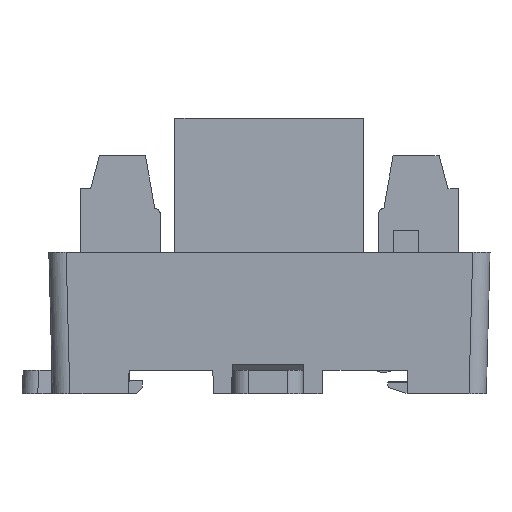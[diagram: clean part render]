
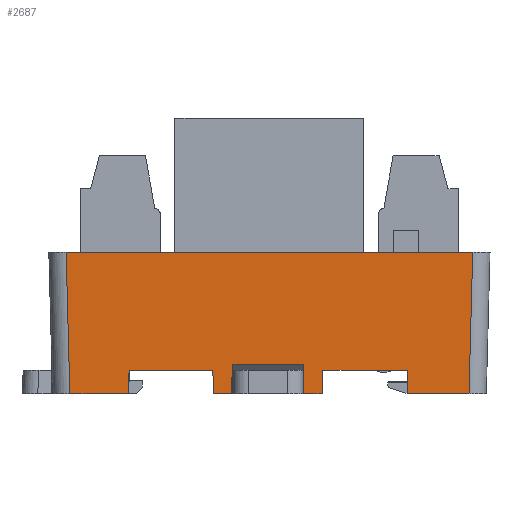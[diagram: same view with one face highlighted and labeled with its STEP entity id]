
A CAD part, left-side view. The second image highlights one B-rep face of the part: STEP entity #2687.
In plain terms, the highlighted planar face has unit normal (-1, 0, -0.026).
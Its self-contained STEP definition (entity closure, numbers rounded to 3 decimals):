
#1760=FACE_OUTER_BOUND('',#4995,.T.);
#2687=ADVANCED_FACE('',(#1760),#3691,.T.);
#3691=PLANE('',#20138);
#4995=EDGE_LOOP('',(#7286,#7287,#7288,#7289,#7290,#7291,#7292,#7293,#7294,
#7295,#7296,#7297,#7298,#7299,#7300,#7301));
#7286=ORIENTED_EDGE('',*,*,#13854,.F.);
#7287=ORIENTED_EDGE('',*,*,#13813,.T.);
#7288=ORIENTED_EDGE('',*,*,#13858,.T.);
#7289=ORIENTED_EDGE('',*,*,#13462,.T.);
#7290=ORIENTED_EDGE('',*,*,#13868,.T.);
#7291=ORIENTED_EDGE('',*,*,#13657,.T.);
#7292=ORIENTED_EDGE('',*,*,#13871,.T.);
#7293=ORIENTED_EDGE('',*,*,#13637,.F.);
#7294=ORIENTED_EDGE('',*,*,#13876,.T.);
#7295=ORIENTED_EDGE('',*,*,#13653,.T.);
#7296=ORIENTED_EDGE('',*,*,#13674,.F.);
#7297=ORIENTED_EDGE('',*,*,#13476,.T.);
#7298=ORIENTED_EDGE('',*,*,#13845,.F.);
#7299=ORIENTED_EDGE('',*,*,#13809,.T.);
#7300=ORIENTED_EDGE('',*,*,#13849,.F.);
#7301=ORIENTED_EDGE('',*,*,#13852,.T.);
#11704=VERTEX_POINT('',#26574);
#11705=VERTEX_POINT('',#26576);
#11718=VERTEX_POINT('',#26602);
#11719=VERTEX_POINT('',#26604);
#11835=VERTEX_POINT('',#26923);
#11836=VERTEX_POINT('',#26925);
#11844=VERTEX_POINT('',#26950);
#11845=VERTEX_POINT('',#26952);
#11848=VERTEX_POINT('',#26959);
#11849=VERTEX_POINT('',#26961);
#11940=VERTEX_POINT('',#27265);
#11942=VERTEX_POINT('',#27270);
#11945=VERTEX_POINT('',#27278);
#11946=VERTEX_POINT('',#27280);
#11965=VERTEX_POINT('',#27349);
#11966=VERTEX_POINT('',#27354);
#13462=EDGE_CURVE('',#11705,#11704,#16041,.T.);
#13476=EDGE_CURVE('',#11719,#11718,#16053,.T.);
#13637=EDGE_CURVE('',#11835,#11836,#16206,.T.);
#13653=EDGE_CURVE('',#11845,#11844,#16219,.T.);
#13657=EDGE_CURVE('',#11849,#11848,#16221,.T.);
#13674=EDGE_CURVE('',#11719,#11844,#16237,.T.);
#13809=EDGE_CURVE('',#11940,#11942,#16367,.T.);
#13813=EDGE_CURVE('',#11946,#11945,#16370,.T.);
#13845=EDGE_CURVE('',#11940,#11718,#16402,.T.);
#13849=EDGE_CURVE('',#11965,#11942,#16406,.T.);
#13852=EDGE_CURVE('',#11965,#11966,#16409,.T.);
#13854=EDGE_CURVE('',#11946,#11966,#16411,.T.);
#13858=EDGE_CURVE('',#11945,#11705,#16415,.T.);
#13868=EDGE_CURVE('',#11704,#11849,#16423,.T.);
#13871=EDGE_CURVE('',#11848,#11836,#16426,.T.);
#13876=EDGE_CURVE('',#11835,#11845,#16431,.T.);
#16041=LINE('',#26575,#18087);
#16053=LINE('',#26603,#18099);
#16206=LINE('',#26924,#18252);
#16219=LINE('',#26951,#18265);
#16221=LINE('',#26960,#18267);
#16237=LINE('',#26993,#18283);
#16367=LINE('',#27271,#18413);
#16370=LINE('',#27279,#18416);
#16402=LINE('',#27342,#18448);
#16406=LINE('',#27350,#18452);
#16409=LINE('',#27355,#18455);
#16411=LINE('',#27358,#18457);
#16415=LINE('',#27365,#18461);
#16423=LINE('',#27384,#18469);
#16426=LINE('',#27389,#18472);
#16431=LINE('',#27401,#18477);
#18087=VECTOR('',#21494,1.);
#18099=VECTOR('',#21510,1.);
#18252=VECTOR('',#21765,1.);
#18265=VECTOR('',#21788,1.);
#18267=VECTOR('',#21796,1.);
#18283=VECTOR('',#21822,1.);
#18413=VECTOR('',#22084,1.);
#18416=VECTOR('',#22091,1.);
#18448=VECTOR('',#22147,1.);
#18452=VECTOR('',#22157,1.);
#18455=VECTOR('',#22162,1.);
#18457=VECTOR('',#22166,1.);
#18461=VECTOR('',#22176,1.);
#18469=VECTOR('',#22202,1.);
#18472=VECTOR('',#22209,1.);
#18477=VECTOR('',#22228,1.);
#20138=AXIS2_PLACEMENT_3D('',#27403,#22231,#22232);
#21494=DIRECTION('',(0.,-1.,0.));
#21510=DIRECTION('',(0.,-1.,0.));
#21765=DIRECTION('',(0.,-1.,0.));
#21788=DIRECTION('',(0.,-1.,0.));
#21796=DIRECTION('',(0.,-1.,0.));
#21822=DIRECTION('',(0.026,0.017,-1.));
#22084=DIRECTION('',(0.,-1.,0.));
#22091=DIRECTION('',(0.,-1.,0.));
#22147=DIRECTION('',(-0.026,0.035,0.999));
#22157=DIRECTION('',(0.026,0.009,-1.));
#22162=DIRECTION('',(0.,-1.,0.));
#22166=DIRECTION('',(-0.026,0.009,1.));
#22176=DIRECTION('',(-0.026,-0.035,0.999));
#22202=DIRECTION('',(0.026,-0.017,-1.));
#22209=DIRECTION('',(-0.026,-0.026,0.999));
#22228=DIRECTION('',(0.026,-0.026,-0.999));
#22231=DIRECTION('',(-1.,0.,-0.026));
#22232=DIRECTION('',(-0.026,0.,1.));
#26574=CARTESIAN_POINT('',(-209.057,162.449,175.));
#26575=CARTESIAN_POINT('',(-209.057,180.199,175.));
#26576=CARTESIAN_POINT('',(-209.057,173.199,175.));
#26602=CARTESIAN_POINT('',(-209.057,187.199,175.));
#26603=CARTESIAN_POINT('',(-209.057,180.199,175.));
#26604=CARTESIAN_POINT('',(-209.057,197.849,175.));
#26923=CARTESIAN_POINT('',(-209.45,205.85,190.));
#26924=CARTESIAN_POINT('',(-209.45,179.699,190.));
#26925=CARTESIAN_POINT('',(-209.45,154.148,190.));
#26950=CARTESIAN_POINT('',(-208.979,197.901,172.));
#26951=CARTESIAN_POINT('',(-208.979,180.199,172.));
#26952=CARTESIAN_POINT('',(-208.979,205.378,172.));
#26959=CARTESIAN_POINT('',(-208.979,154.62,172.));
#26960=CARTESIAN_POINT('',(-208.979,179.699,172.));
#26961=CARTESIAN_POINT('',(-208.979,162.397,172.));
#26993=CARTESIAN_POINT('',(-209.026,197.87,173.796));
#27265=CARTESIAN_POINT('',(-208.979,187.094,172.));
#27270=CARTESIAN_POINT('',(-208.979,184.775,172.));
#27271=CARTESIAN_POINT('',(-208.979,180.199,172.));
#27278=CARTESIAN_POINT('',(-208.979,173.304,172.));
#27279=CARTESIAN_POINT('',(-208.979,180.199,172.));
#27280=CARTESIAN_POINT('',(-208.979,175.623,172.));
#27342=CARTESIAN_POINT('',(-209.026,187.157,173.798));
#27349=CARTESIAN_POINT('',(-209.076,184.743,175.726));
#27350=CARTESIAN_POINT('',(-209.451,184.618,190.04));
#27354=CARTESIAN_POINT('',(-209.076,175.655,175.726));
#27355=CARTESIAN_POINT('',(-209.076,-29.246,175.726));
#27358=CARTESIAN_POINT('',(-209.451,175.78,190.032));
#27365=CARTESIAN_POINT('',(-209.444,172.684,189.753));
#27384=CARTESIAN_POINT('',(-209.458,162.716,190.294));
#27389=CARTESIAN_POINT('',(-209.433,154.166,189.34));
#27401=CARTESIAN_POINT('',(-209.433,205.833,189.34));
#27403=CARTESIAN_POINT('',(-209.45,179.699,189.997));
